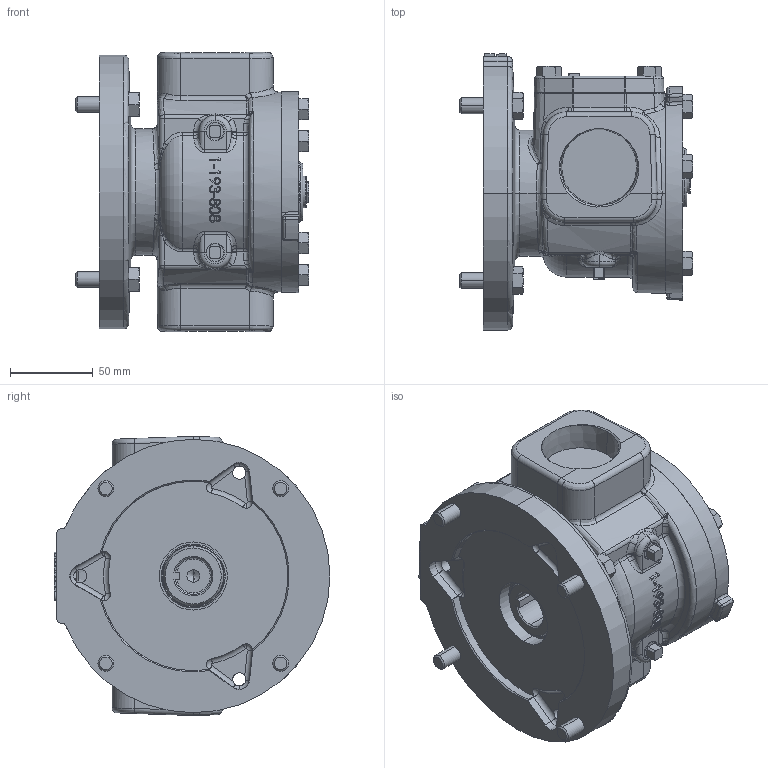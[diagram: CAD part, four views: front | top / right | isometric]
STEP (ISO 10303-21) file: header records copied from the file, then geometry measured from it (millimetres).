
FILE_DESCRIPTION (( 'STEP AP214' ), '1' );
FILE_NAME ('H75_143-5TC.STEP', '2017-05-15T14:49:31', ( '' ), ( '' ), 'SwSTEP 2.0', 'SolidWorks 2016', '' );
FILE_SCHEMA (( 'AUTOMOTIVE_DESIGN' ));
Length unit declared in the file: inch
Products named in the file (2): H75_143-5TC
Bounding box: 140.74 x 166.62 x 168.52 mm (x, y, z)
Volume: 1578432.9 mm3; surface area: 139227.9 mm2
Topology: 1 solids, 1 shells, 1444 faces, 3542 edges, 2151 vertices
Faces by surface type: bspline 481, plane 407, cylinder 183, cone 171, sphere 102, torus 100
Entity records: 75634 total; most frequent: CARTESIAN_POINT 40914, ORIENTED_EDGE 7038, DIRECTION 4998, EDGE_CURVE 3519, VERTEX_POINT 2150, AXIS2_PLACEMENT_3D 2016, EDGE_LOOP 1523, ADVANCED_FACE 1444
